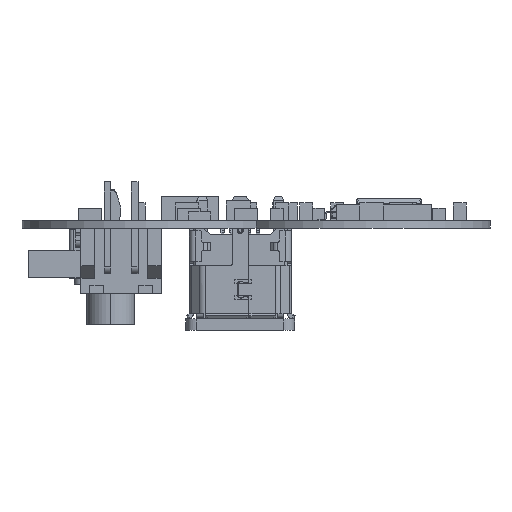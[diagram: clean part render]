
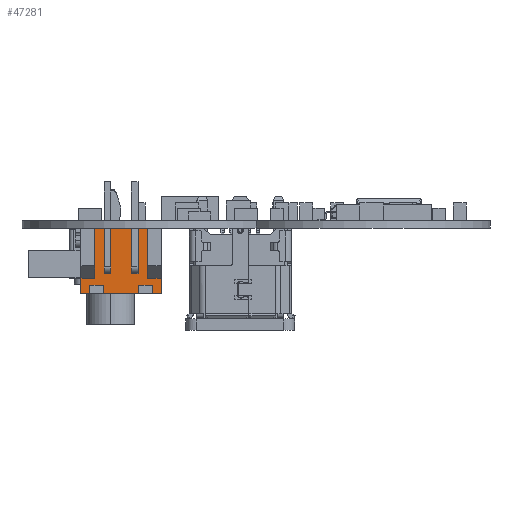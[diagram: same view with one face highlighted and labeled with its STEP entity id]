
A CAD part, left-side view. The second image highlights one B-rep face of the part: STEP entity #47281.
In plain terms, the highlighted planar face has unit normal (-1, 0, 0).
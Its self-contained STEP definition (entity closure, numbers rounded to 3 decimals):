
#47281 = ADVANCED_FACE('',(#47282),#47476,.F.);
#47282 = FACE_BOUND('',#47283,.T.);
#47283 = EDGE_LOOP('',(#47284,#47294,#47302,#47310,#47318,#47326,#47334,
    #47342,#47350,#47358,#47366,#47374,#47382,#47390,#47398,#47406,
    #47414,#47422,#47430,#47438,#47446,#47454,#47462,#47470));
#47284 = ORIENTED_EDGE('',*,*,#47285,.T.);
#47285 = EDGE_CURVE('',#47286,#47288,#47290,.T.);
#47286 = VERTEX_POINT('',#47287);
#47287 = CARTESIAN_POINT('',(26.92,58.71,
    -3.904));
#47288 = VERTEX_POINT('',#47289);
#47289 = CARTESIAN_POINT('',(26.92,59.21,
    -3.904));
#47290 = LINE('',#47291,#47292);
#47291 = CARTESIAN_POINT('',(26.92,59.21,
    -3.904));
#47292 = VECTOR('',#47293,1.);
#47293 = DIRECTION('',(0.,1.,0.));
#47294 = ORIENTED_EDGE('',*,*,#47295,.T.);
#47295 = EDGE_CURVE('',#47288,#47296,#47298,.T.);
#47296 = VERTEX_POINT('',#47297);
#47297 = CARTESIAN_POINT('',(26.92,59.21,
    -0.554));
#47298 = LINE('',#47299,#47300);
#47299 = CARTESIAN_POINT('',(26.92,59.21,
    -3.404));
#47300 = VECTOR('',#47301,1.);
#47301 = DIRECTION('',(0.,0.,1.));
#47302 = ORIENTED_EDGE('',*,*,#47303,.F.);
#47303 = EDGE_CURVE('',#47304,#47296,#47306,.T.);
#47304 = VERTEX_POINT('',#47305);
#47305 = CARTESIAN_POINT('',(26.92,60.71,
    -0.554));
#47306 = LINE('',#47307,#47308);
#47307 = CARTESIAN_POINT('',(26.92,58.01,
    -0.554));
#47308 = VECTOR('',#47309,1.);
#47309 = DIRECTION('',(0.,-1.,0.));
#47310 = ORIENTED_EDGE('',*,*,#47311,.F.);
#47311 = EDGE_CURVE('',#47312,#47304,#47314,.T.);
#47312 = VERTEX_POINT('',#47313);
#47313 = CARTESIAN_POINT('',(26.92,60.71,
    -3.904));
#47314 = LINE('',#47315,#47316);
#47315 = CARTESIAN_POINT('',(26.92,60.71,
    -3.404));
#47316 = VECTOR('',#47317,1.);
#47317 = DIRECTION('',(0.,0.,1.));
#47318 = ORIENTED_EDGE('',*,*,#47319,.T.);
#47319 = EDGE_CURVE('',#47312,#47320,#47322,.T.);
#47320 = VERTEX_POINT('',#47321);
#47321 = CARTESIAN_POINT('',(26.92,61.21,
    -3.904));
#47322 = LINE('',#47323,#47324);
#47323 = CARTESIAN_POINT('',(26.92,61.21,
    -3.904));
#47324 = VECTOR('',#47325,1.);
#47325 = DIRECTION('',(0.,1.,0.));
#47326 = ORIENTED_EDGE('',*,*,#47327,.T.);
#47327 = EDGE_CURVE('',#47320,#47328,#47330,.T.);
#47328 = VERTEX_POINT('',#47329);
#47329 = CARTESIAN_POINT('',(26.92,61.21,
    -0.554));
#47330 = LINE('',#47331,#47332);
#47331 = CARTESIAN_POINT('',(26.92,61.21,
    -3.404));
#47332 = VECTOR('',#47333,1.);
#47333 = DIRECTION('',(0.,0.,1.));
#47334 = ORIENTED_EDGE('',*,*,#47335,.F.);
#47335 = EDGE_CURVE('',#47336,#47328,#47338,.T.);
#47336 = VERTEX_POINT('',#47337);
#47337 = CARTESIAN_POINT('',(26.92,61.91,
    -0.554));
#47338 = LINE('',#47339,#47340);
#47339 = CARTESIAN_POINT('',(26.92,58.01,
    -0.554));
#47340 = VECTOR('',#47341,1.);
#47341 = DIRECTION('',(0.,-1.,0.));
#47342 = ORIENTED_EDGE('',*,*,#47343,.T.);
#47343 = EDGE_CURVE('',#47336,#47344,#47346,.T.);
#47344 = VERTEX_POINT('',#47345);
#47345 = CARTESIAN_POINT('',(26.92,61.91,
    -4.254));
#47346 = LINE('',#47347,#47348);
#47347 = CARTESIAN_POINT('',(26.92,61.91,
    -0.554));
#47348 = VECTOR('',#47349,1.);
#47349 = DIRECTION('',(0.,0.,-1.));
#47350 = ORIENTED_EDGE('',*,*,#47351,.T.);
#47351 = EDGE_CURVE('',#47344,#47352,#47354,.T.);
#47352 = VERTEX_POINT('',#47353);
#47353 = CARTESIAN_POINT('',(26.92,62.91,
    -4.254));
#47354 = LINE('',#47355,#47356);
#47355 = CARTESIAN_POINT('',(26.92,57.01,
    -4.254));
#47356 = VECTOR('',#47357,1.);
#47357 = DIRECTION('',(0.,1.,0.));
#47358 = ORIENTED_EDGE('',*,*,#47359,.T.);
#47359 = EDGE_CURVE('',#47352,#47360,#47362,.T.);
#47360 = VERTEX_POINT('',#47361);
#47361 = CARTESIAN_POINT('',(26.92,62.91,
    -5.354));
#47362 = LINE('',#47363,#47364);
#47363 = CARTESIAN_POINT('',(26.92,62.91,
    -5.354));
#47364 = VECTOR('',#47365,1.);
#47365 = DIRECTION('',(0.,0.,-1.));
#47366 = ORIENTED_EDGE('',*,*,#47367,.F.);
#47367 = EDGE_CURVE('',#47368,#47360,#47370,.T.);
#47368 = VERTEX_POINT('',#47369);
#47369 = CARTESIAN_POINT('',(26.92,62.26,
    -5.354));
#47370 = LINE('',#47371,#47372);
#47371 = CARTESIAN_POINT('',(26.92,57.01,
    -5.354));
#47372 = VECTOR('',#47373,1.);
#47373 = DIRECTION('',(0.,1.,0.));
#47374 = ORIENTED_EDGE('',*,*,#47375,.F.);
#47375 = EDGE_CURVE('',#47376,#47368,#47378,.T.);
#47376 = VERTEX_POINT('',#47377);
#47377 = CARTESIAN_POINT('',(26.92,62.26,
    -4.754));
#47378 = LINE('',#47379,#47380);
#47379 = CARTESIAN_POINT('',(26.92,62.26,
    -4.754));
#47380 = VECTOR('',#47381,1.);
#47381 = DIRECTION('',(0.,0.,-1.));
#47382 = ORIENTED_EDGE('',*,*,#47383,.F.);
#47383 = EDGE_CURVE('',#47384,#47376,#47386,.T.);
#47384 = VERTEX_POINT('',#47385);
#47385 = CARTESIAN_POINT('',(26.92,61.26,
    -4.754));
#47386 = LINE('',#47387,#47388);
#47387 = CARTESIAN_POINT('',(26.92,62.26,
    -4.754));
#47388 = VECTOR('',#47389,1.);
#47389 = DIRECTION('',(0.,1.,0.));
#47390 = ORIENTED_EDGE('',*,*,#47391,.T.);
#47391 = EDGE_CURVE('',#47384,#47392,#47394,.T.);
#47392 = VERTEX_POINT('',#47393);
#47393 = CARTESIAN_POINT('',(26.92,61.26,
    -5.354));
#47394 = LINE('',#47395,#47396);
#47395 = CARTESIAN_POINT('',(26.92,61.26,
    -4.754));
#47396 = VECTOR('',#47397,1.);
#47397 = DIRECTION('',(0.,0.,-1.));
#47398 = ORIENTED_EDGE('',*,*,#47399,.F.);
#47399 = EDGE_CURVE('',#47400,#47392,#47402,.T.);
#47400 = VERTEX_POINT('',#47401);
#47401 = CARTESIAN_POINT('',(26.92,58.66,
    -5.354));
#47402 = LINE('',#47403,#47404);
#47403 = CARTESIAN_POINT('',(26.92,57.01,
    -5.354));
#47404 = VECTOR('',#47405,1.);
#47405 = DIRECTION('',(0.,1.,0.));
#47406 = ORIENTED_EDGE('',*,*,#47407,.F.);
#47407 = EDGE_CURVE('',#47408,#47400,#47410,.T.);
#47408 = VERTEX_POINT('',#47409);
#47409 = CARTESIAN_POINT('',(26.92,58.66,
    -4.754));
#47410 = LINE('',#47411,#47412);
#47411 = CARTESIAN_POINT('',(26.92,58.66,
    -4.754));
#47412 = VECTOR('',#47413,1.);
#47413 = DIRECTION('',(0.,0.,-1.));
#47414 = ORIENTED_EDGE('',*,*,#47415,.F.);
#47415 = EDGE_CURVE('',#47416,#47408,#47418,.T.);
#47416 = VERTEX_POINT('',#47417);
#47417 = CARTESIAN_POINT('',(26.92,57.66,
    -4.754));
#47418 = LINE('',#47419,#47420);
#47419 = CARTESIAN_POINT('',(26.92,57.66,
    -4.754));
#47420 = VECTOR('',#47421,1.);
#47421 = DIRECTION('',(0.,1.,0.));
#47422 = ORIENTED_EDGE('',*,*,#47423,.T.);
#47423 = EDGE_CURVE('',#47416,#47424,#47426,.T.);
#47424 = VERTEX_POINT('',#47425);
#47425 = CARTESIAN_POINT('',(26.92,57.66,
    -5.354));
#47426 = LINE('',#47427,#47428);
#47427 = CARTESIAN_POINT('',(26.92,57.66,
    -4.754));
#47428 = VECTOR('',#47429,1.);
#47429 = DIRECTION('',(0.,0.,-1.));
#47430 = ORIENTED_EDGE('',*,*,#47431,.F.);
#47431 = EDGE_CURVE('',#47432,#47424,#47434,.T.);
#47432 = VERTEX_POINT('',#47433);
#47433 = CARTESIAN_POINT('',(26.92,57.01,
    -5.354));
#47434 = LINE('',#47435,#47436);
#47435 = CARTESIAN_POINT('',(26.92,57.01,
    -5.354));
#47436 = VECTOR('',#47437,1.);
#47437 = DIRECTION('',(0.,1.,0.));
#47438 = ORIENTED_EDGE('',*,*,#47439,.F.);
#47439 = EDGE_CURVE('',#47440,#47432,#47442,.T.);
#47440 = VERTEX_POINT('',#47441);
#47441 = CARTESIAN_POINT('',(26.92,57.01,
    -4.254));
#47442 = LINE('',#47443,#47444);
#47443 = CARTESIAN_POINT('',(26.92,57.01,
    -5.354));
#47444 = VECTOR('',#47445,1.);
#47445 = DIRECTION('',(0.,0.,-1.));
#47446 = ORIENTED_EDGE('',*,*,#47447,.T.);
#47447 = EDGE_CURVE('',#47440,#47448,#47450,.T.);
#47448 = VERTEX_POINT('',#47449);
#47449 = CARTESIAN_POINT('',(26.92,58.01,
    -4.254));
#47450 = LINE('',#47451,#47452);
#47451 = CARTESIAN_POINT('',(26.92,57.01,
    -4.254));
#47452 = VECTOR('',#47453,1.);
#47453 = DIRECTION('',(0.,1.,0.));
#47454 = ORIENTED_EDGE('',*,*,#47455,.F.);
#47455 = EDGE_CURVE('',#47456,#47448,#47458,.T.);
#47456 = VERTEX_POINT('',#47457);
#47457 = CARTESIAN_POINT('',(26.92,58.01,
    -0.554));
#47458 = LINE('',#47459,#47460);
#47459 = CARTESIAN_POINT('',(26.92,58.01,
    -0.554));
#47460 = VECTOR('',#47461,1.);
#47461 = DIRECTION('',(0.,0.,-1.));
#47462 = ORIENTED_EDGE('',*,*,#47463,.F.);
#47463 = EDGE_CURVE('',#47464,#47456,#47466,.T.);
#47464 = VERTEX_POINT('',#47465);
#47465 = CARTESIAN_POINT('',(26.92,58.71,
    -0.554));
#47466 = LINE('',#47467,#47468);
#47467 = CARTESIAN_POINT('',(26.92,58.01,
    -0.554));
#47468 = VECTOR('',#47469,1.);
#47469 = DIRECTION('',(0.,-1.,0.));
#47470 = ORIENTED_EDGE('',*,*,#47471,.F.);
#47471 = EDGE_CURVE('',#47286,#47464,#47472,.T.);
#47472 = LINE('',#47473,#47474);
#47473 = CARTESIAN_POINT('',(26.92,58.71,
    -3.404));
#47474 = VECTOR('',#47475,1.);
#47475 = DIRECTION('',(0.,0.,1.));
#47476 = PLANE('',#47477);
#47477 = AXIS2_PLACEMENT_3D('',#47478,#47479,#47480);
#47478 = CARTESIAN_POINT('',(26.92,57.01,
    -5.354));
#47479 = DIRECTION('',(1.,0.,0.));
#47480 = DIRECTION('',(0.,-1.,0.));
